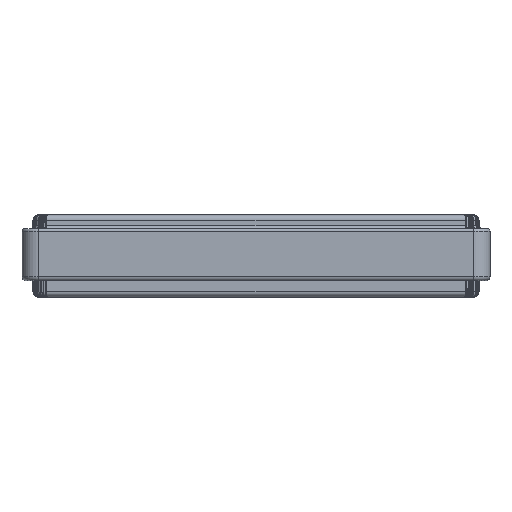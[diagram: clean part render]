
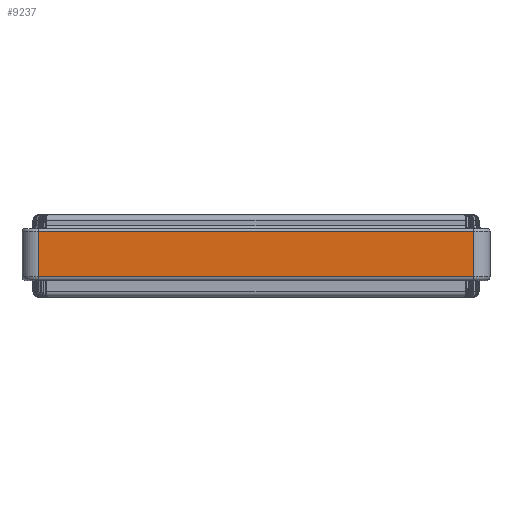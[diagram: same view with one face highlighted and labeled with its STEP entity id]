
A CAD part, left-side view. The second image highlights one B-rep face of the part: STEP entity #9237.
In plain terms, the highlighted planar face has unit normal (-1, 0, 0).
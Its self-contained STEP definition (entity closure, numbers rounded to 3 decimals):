
#734=LINE('',#14966,#1470);
#997=LINE('',#17371,#1733);
#1094=LINE('',#20478,#1830);
#1096=LINE('',#20481,#1832);
#1470=VECTOR('',#11247,10.);
#1733=VECTOR('',#12266,10.);
#1830=VECTOR('',#12767,10.);
#1832=VECTOR('',#12771,10.);
#2684=FACE_OUTER_BOUND('',#3262,.T.);
#3262=EDGE_LOOP('',(#8313,#8314,#8315,#8316));
#3985=VERTEX_POINT('',#14956);
#3987=VERTEX_POINT('',#14962);
#4294=VERTEX_POINT('',#17363);
#4296=VERTEX_POINT('',#17369);
#4960=EDGE_CURVE('',#3985,#3987,#734,.T.);
#5483=EDGE_CURVE('',#4296,#4294,#997,.T.);
#5752=EDGE_CURVE('',#4296,#3987,#1094,.T.);
#5754=EDGE_CURVE('',#4294,#3985,#1096,.T.);
#8313=ORIENTED_EDGE('',*,*,#4960,.F.);
#8314=ORIENTED_EDGE('',*,*,#5754,.F.);
#8315=ORIENTED_EDGE('',*,*,#5483,.F.);
#8316=ORIENTED_EDGE('',*,*,#5752,.T.);
#8678=PLANE('',#10214);
#9237=ADVANCED_FACE('',(#2684),#8678,.T.);
#10214=AXIS2_PLACEMENT_3D('',#20480,#12769,#12770);
#11247=DIRECTION('',(0.,1.,0.));
#12266=DIRECTION('',(0.,-1.,0.));
#12767=DIRECTION('',(0.,0.,-1.));
#12769=DIRECTION('center_axis',(-1.,0.,0.));
#12770=DIRECTION('ref_axis',(0.,0.,1.));
#12771=DIRECTION('',(0.,0.,-1.));
#14956=CARTESIAN_POINT('',(102.14,-108.22,-1.25));
#14962=CARTESIAN_POINT('',(102.14,-28.94,-1.25));
#14966=CARTESIAN_POINT('',(102.14,-88.9,-1.25));
#17363=CARTESIAN_POINT('',(102.14,-108.22,7.));
#17369=CARTESIAN_POINT('',(102.14,-28.94,7.));
#17371=CARTESIAN_POINT('',(102.14,-109.22,7.));
#20478=CARTESIAN_POINT('',(102.14,-28.94,5.));
#20480=CARTESIAN_POINT('Origin',(102.14,-109.22,5.));
#20481=CARTESIAN_POINT('',(102.14,-108.22,5.));
